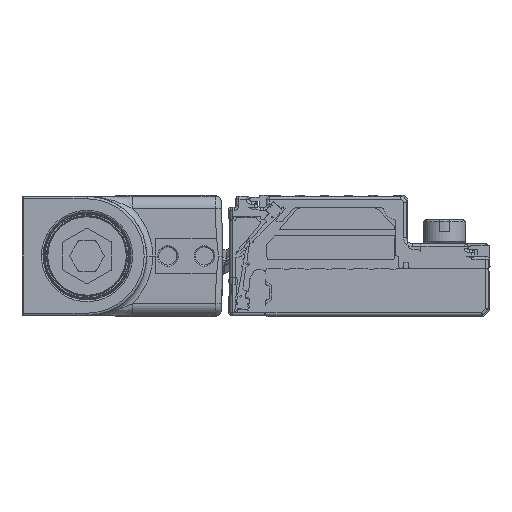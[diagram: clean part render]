
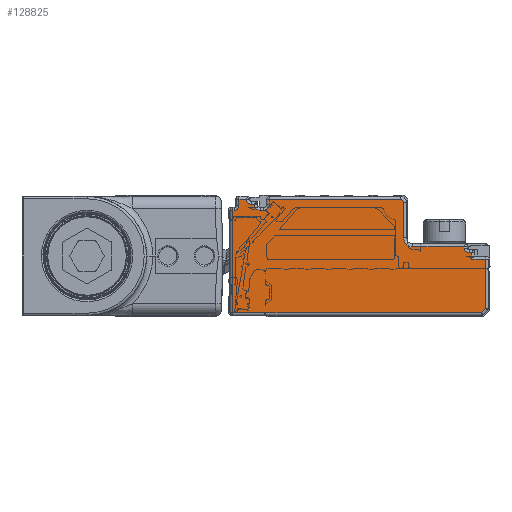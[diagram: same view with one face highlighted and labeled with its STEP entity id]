
A CAD part, left-side view. The second image highlights one B-rep face of the part: STEP entity #128825.
In plain terms, the highlighted planar face has unit normal (-1, 0, 0).
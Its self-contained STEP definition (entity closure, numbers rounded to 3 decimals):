
#126635=AXIS2_PLACEMENT_3D('Circle Axis2P3D',#126633,#126634,$) ;
#126706=AXIS2_PLACEMENT_3D('Circle Axis2P3D',#126704,#126705,$) ;
#126810=AXIS2_PLACEMENT_3D('Circle Axis2P3D',#126808,#126809,$) ;
#128719=AXIS2_PLACEMENT_3D('Plane Axis2P3D',#128716,#128717,#128718) ;
#128730=AXIS2_PLACEMENT_3D('Circle Axis2P3D',#128728,#128729,$) ;
#128751=AXIS2_PLACEMENT_3D('Circle Axis2P3D',#128749,#128750,$) ;
#128765=AXIS2_PLACEMENT_3D('Circle Axis2P3D',#128763,#128764,$) ;
#128784=AXIS2_PLACEMENT_3D('Circle Axis2P3D',#128782,#128783,$) ;
#126263=CARTESIAN_POINT('Vertex',(-428.,42.3,-7.3)) ;
#126286=CARTESIAN_POINT('Vertex',(-428.,1.407,-7.3)) ;
#126289=CARTESIAN_POINT('Line Origine',(-428.,23.168,-7.3)) ;
#126326=CARTESIAN_POINT('Vertex',(-428.,0.7,-6.593)) ;
#126329=CARTESIAN_POINT('Line Origine',(-428.,-1.246,-4.646)) ;
#126575=CARTESIAN_POINT('Line Origine',(-428.,21.5,11.3)) ;
#126579=CARTESIAN_POINT('Vertex',(-428.,40.1,11.3)) ;
#126581=CARTESIAN_POINT('Vertex',(-428.,41.3,11.3)) ;
#126633=CARTESIAN_POINT('Axis2P3D Location',(-428.,39.3,11.3)) ;
#126637=CARTESIAN_POINT('Vertex',(-428.,39.3,10.5)) ;
#126670=CARTESIAN_POINT('Vertex',(-428.,14.2,10.8)) ;
#126673=CARTESIAN_POINT('Line Origine',(-428.,14.2,2.)) ;
#126677=CARTESIAN_POINT('Vertex',(-428.,14.2,5.)) ;
#126704=CARTESIAN_POINT('Axis2P3D Location',(-428.,12.7,5.)) ;
#126708=CARTESIAN_POINT('Vertex',(-428.,12.7,3.5)) ;
#126736=CARTESIAN_POINT('Vertex',(-428.,4.2,3.5)) ;
#126744=CARTESIAN_POINT('Line Origine',(-428.,21.5,3.5)) ;
#126770=CARTESIAN_POINT('Line Origine',(-428.,4.2,2.)) ;
#126774=CARTESIAN_POINT('Vertex',(-428.,4.2,3.3)) ;
#126808=CARTESIAN_POINT('Axis2P3D Location',(-428.,3.4,3.3)) ;
#126812=CARTESIAN_POINT('Vertex',(-428.,3.4,2.5)) ;
#126840=CARTESIAN_POINT('Vertex',(-428.,3.,2.5)) ;
#126848=CARTESIAN_POINT('Line Origine',(-428.,21.5,2.5)) ;
#128673=CARTESIAN_POINT('Line Origine',(-428.,42.3,2.)) ;
#128677=CARTESIAN_POINT('Vertex',(-428.,42.3,9.5)) ;
#128701=CARTESIAN_POINT('Vertex',(-428.,0.7,1.5)) ;
#128704=CARTESIAN_POINT('Line Origine',(-428.,0.7,2.)) ;
#128716=CARTESIAN_POINT('Axis2P3D Location',(-428.,0.2,-7.8)) ;
#128721=CARTESIAN_POINT('Line Origine',(-428.,3.,2.)) ;
#128725=CARTESIAN_POINT('Vertex',(-428.,3.,1.5)) ;
#128728=CARTESIAN_POINT('Axis2P3D Location',(-428.,14.7,10.8)) ;
#128732=CARTESIAN_POINT('Vertex',(-428.,14.7,11.3)) ;
#128735=CARTESIAN_POINT('Line Origine',(-428.,25.5,11.3)) ;
#128739=CARTESIAN_POINT('Vertex',(-428.,36.3,11.3)) ;
#128742=CARTESIAN_POINT('Line Origine',(-428.,36.3,10.9)) ;
#128746=CARTESIAN_POINT('Vertex',(-428.,36.3,10.5)) ;
#128749=CARTESIAN_POINT('Axis2P3D Location',(-428.,37.3,10.5)) ;
#128753=CARTESIAN_POINT('Vertex',(-428.,37.3,9.5)) ;
#128756=CARTESIAN_POINT('Line Origine',(-428.,37.55,9.5)) ;
#128760=CARTESIAN_POINT('Vertex',(-428.,37.8,9.5)) ;
#128763=CARTESIAN_POINT('Axis2P3D Location',(-428.,37.8,10.5)) ;
#128767=CARTESIAN_POINT('Vertex',(-428.,38.8,10.5)) ;
#128770=CARTESIAN_POINT('Line Origine',(-428.,39.05,10.5)) ;
#128775=CARTESIAN_POINT('Line Origine',(-428.,41.3,10.8)) ;
#128779=CARTESIAN_POINT('Vertex',(-428.,41.3,10.3)) ;
#128782=CARTESIAN_POINT('Axis2P3D Location',(-428.,42.1,10.3)) ;
#128786=CARTESIAN_POINT('Vertex',(-428.,42.1,9.5)) ;
#128789=CARTESIAN_POINT('Line Origine',(-428.,42.2,9.5)) ;
#128794=CARTESIAN_POINT('Line Origine',(-428.,1.85,1.5)) ;
#126290=DIRECTION('Vector Direction',(0.,1.,0.)) ;
#126330=DIRECTION('Vector Direction',(0.,0.707,-0.707)) ;
#126576=DIRECTION('Vector Direction',(0.,-1.,0.)) ;
#126634=DIRECTION('Axis2P3D Direction',(1.,0.,0.)) ;
#126674=DIRECTION('Vector Direction',(0.,0.,-1.)) ;
#126705=DIRECTION('Axis2P3D Direction',(1.,0.,0.)) ;
#126745=DIRECTION('Vector Direction',(0.,-1.,0.)) ;
#126771=DIRECTION('Vector Direction',(0.,0.,1.)) ;
#126809=DIRECTION('Axis2P3D Direction',(1.,0.,0.)) ;
#126849=DIRECTION('Vector Direction',(0.,-1.,0.)) ;
#128674=DIRECTION('Vector Direction',(0.,0.,1.)) ;
#128705=DIRECTION('Vector Direction',(0.,0.,-1.)) ;
#128717=DIRECTION('Axis2P3D Direction',(-1.,0.,0.)) ;
#128718=DIRECTION('Axis2P3D XDirection',(0.,0.,1.)) ;
#128722=DIRECTION('Vector Direction',(0.,0.,1.)) ;
#128729=DIRECTION('Axis2P3D Direction',(-1.,0.,0.)) ;
#128736=DIRECTION('Vector Direction',(0.,1.,0.)) ;
#128743=DIRECTION('Vector Direction',(0.,0.,-1.)) ;
#128750=DIRECTION('Axis2P3D Direction',(-1.,0.,0.)) ;
#128757=DIRECTION('Vector Direction',(0.,1.,0.)) ;
#128764=DIRECTION('Axis2P3D Direction',(-1.,0.,0.)) ;
#128771=DIRECTION('Vector Direction',(0.,-1.,0.)) ;
#128776=DIRECTION('Vector Direction',(0.,0.,-1.)) ;
#128783=DIRECTION('Axis2P3D Direction',(-1.,0.,0.)) ;
#128790=DIRECTION('Vector Direction',(0.,1.,0.)) ;
#128795=DIRECTION('Vector Direction',(0.,1.,0.)) ;
#126291=VECTOR('Line Direction',#126290,1.) ;
#126331=VECTOR('Line Direction',#126330,1.) ;
#126577=VECTOR('Line Direction',#126576,1.) ;
#126675=VECTOR('Line Direction',#126674,1.) ;
#126746=VECTOR('Line Direction',#126745,1.) ;
#126772=VECTOR('Line Direction',#126771,1.) ;
#126850=VECTOR('Line Direction',#126849,1.) ;
#128675=VECTOR('Line Direction',#128674,1.) ;
#128706=VECTOR('Line Direction',#128705,1.) ;
#128723=VECTOR('Line Direction',#128722,1.) ;
#128737=VECTOR('Line Direction',#128736,1.) ;
#128744=VECTOR('Line Direction',#128743,1.) ;
#128758=VECTOR('Line Direction',#128757,1.) ;
#128772=VECTOR('Line Direction',#128771,1.) ;
#128777=VECTOR('Line Direction',#128776,1.) ;
#128791=VECTOR('Line Direction',#128790,1.) ;
#128796=VECTOR('Line Direction',#128795,1.) ;
#128800=ORIENTED_EDGE('',*,*,#128727,.T.) ;
#128801=ORIENTED_EDGE('',*,*,#126852,.T.) ;
#128802=ORIENTED_EDGE('',*,*,#126814,.T.) ;
#128803=ORIENTED_EDGE('',*,*,#126776,.T.) ;
#128804=ORIENTED_EDGE('',*,*,#126748,.T.) ;
#128805=ORIENTED_EDGE('',*,*,#126710,.T.) ;
#128806=ORIENTED_EDGE('',*,*,#126679,.T.) ;
#128807=ORIENTED_EDGE('',*,*,#128734,.T.) ;
#128808=ORIENTED_EDGE('',*,*,#128741,.T.) ;
#128809=ORIENTED_EDGE('',*,*,#128748,.T.) ;
#128810=ORIENTED_EDGE('',*,*,#128755,.T.) ;
#128811=ORIENTED_EDGE('',*,*,#128762,.T.) ;
#128812=ORIENTED_EDGE('',*,*,#128769,.T.) ;
#128813=ORIENTED_EDGE('',*,*,#128774,.T.) ;
#128814=ORIENTED_EDGE('',*,*,#126639,.T.) ;
#128815=ORIENTED_EDGE('',*,*,#126583,.T.) ;
#128816=ORIENTED_EDGE('',*,*,#128781,.T.) ;
#128817=ORIENTED_EDGE('',*,*,#128788,.T.) ;
#128818=ORIENTED_EDGE('',*,*,#128793,.T.) ;
#128819=ORIENTED_EDGE('',*,*,#128679,.T.) ;
#128820=ORIENTED_EDGE('',*,*,#126293,.T.) ;
#128821=ORIENTED_EDGE('',*,*,#126333,.T.) ;
#128822=ORIENTED_EDGE('',*,*,#128708,.T.) ;
#128823=ORIENTED_EDGE('',*,*,#128798,.T.) ;
#128825=ADVANCED_FACE('Brep With Voids',(#128824),#128720,.T.) ;
#126636=CIRCLE('generated circle',#126635,0.8) ;
#126707=CIRCLE('generated circle',#126706,1.5) ;
#126811=CIRCLE('generated circle',#126810,0.8) ;
#128731=CIRCLE('generated circle',#128730,0.5) ;
#128752=CIRCLE('generated circle',#128751,1.) ;
#128766=CIRCLE('generated circle',#128765,1.) ;
#128785=CIRCLE('generated circle',#128784,0.8) ;
#126293=EDGE_CURVE('',#126264,#126287,#126292,.F.) ;
#126333=EDGE_CURVE('',#126287,#126327,#126332,.F.) ;
#126583=EDGE_CURVE('',#126580,#126582,#126578,.F.) ;
#126639=EDGE_CURVE('',#126638,#126580,#126636,.T.) ;
#126679=EDGE_CURVE('',#126678,#126671,#126676,.F.) ;
#126710=EDGE_CURVE('',#126709,#126678,#126707,.T.) ;
#126748=EDGE_CURVE('',#126737,#126709,#126747,.F.) ;
#126776=EDGE_CURVE('',#126775,#126737,#126773,.T.) ;
#126814=EDGE_CURVE('',#126813,#126775,#126811,.T.) ;
#126852=EDGE_CURVE('',#126841,#126813,#126851,.F.) ;
#128679=EDGE_CURVE('',#128678,#126264,#128676,.F.) ;
#128708=EDGE_CURVE('',#126327,#128702,#128707,.F.) ;
#128727=EDGE_CURVE('',#128726,#126841,#128724,.T.) ;
#128734=EDGE_CURVE('',#126671,#128733,#128731,.T.) ;
#128741=EDGE_CURVE('',#128733,#128740,#128738,.T.) ;
#128748=EDGE_CURVE('',#128740,#128747,#128745,.T.) ;
#128755=EDGE_CURVE('',#128747,#128754,#128752,.F.) ;
#128762=EDGE_CURVE('',#128754,#128761,#128759,.T.) ;
#128769=EDGE_CURVE('',#128761,#128768,#128766,.F.) ;
#128774=EDGE_CURVE('',#128768,#126638,#128773,.F.) ;
#128781=EDGE_CURVE('',#126582,#128780,#128778,.T.) ;
#128788=EDGE_CURVE('',#128780,#128787,#128785,.F.) ;
#128793=EDGE_CURVE('',#128787,#128678,#128792,.T.) ;
#128798=EDGE_CURVE('',#128702,#128726,#128797,.T.) ;
#128799=EDGE_LOOP('',(#128800,#128801,#128802,#128803,#128804,#128805,#128806,#128807,#128808,#128809,#128810,#128811,#128812,#128813,#128814,#128815,#128816,#128817,#128818,#128819,#128820,#128821,#128822,#128823)) ;
#128824=FACE_OUTER_BOUND('',#128799,.T.) ;
#126292=LINE('Line',#126289,#126291) ;
#126332=LINE('Line',#126329,#126331) ;
#126578=LINE('Line',#126575,#126577) ;
#126676=LINE('Line',#126673,#126675) ;
#126747=LINE('Line',#126744,#126746) ;
#126773=LINE('Line',#126770,#126772) ;
#126851=LINE('Line',#126848,#126850) ;
#128676=LINE('Line',#128673,#128675) ;
#128707=LINE('Line',#128704,#128706) ;
#128724=LINE('Line',#128721,#128723) ;
#128738=LINE('Line',#128735,#128737) ;
#128745=LINE('Line',#128742,#128744) ;
#128759=LINE('Line',#128756,#128758) ;
#128773=LINE('Line',#128770,#128772) ;
#128778=LINE('Line',#128775,#128777) ;
#128792=LINE('Line',#128789,#128791) ;
#128797=LINE('Line',#128794,#128796) ;
#128720=PLANE('',#128719) ;
#126264=VERTEX_POINT('',#126263) ;
#126287=VERTEX_POINT('',#126286) ;
#126327=VERTEX_POINT('',#126326) ;
#126580=VERTEX_POINT('',#126579) ;
#126582=VERTEX_POINT('',#126581) ;
#126638=VERTEX_POINT('',#126637) ;
#126671=VERTEX_POINT('',#126670) ;
#126678=VERTEX_POINT('',#126677) ;
#126709=VERTEX_POINT('',#126708) ;
#126737=VERTEX_POINT('',#126736) ;
#126775=VERTEX_POINT('',#126774) ;
#126813=VERTEX_POINT('',#126812) ;
#126841=VERTEX_POINT('',#126840) ;
#128678=VERTEX_POINT('',#128677) ;
#128702=VERTEX_POINT('',#128701) ;
#128726=VERTEX_POINT('',#128725) ;
#128733=VERTEX_POINT('',#128732) ;
#128740=VERTEX_POINT('',#128739) ;
#128747=VERTEX_POINT('',#128746) ;
#128754=VERTEX_POINT('',#128753) ;
#128761=VERTEX_POINT('',#128760) ;
#128768=VERTEX_POINT('',#128767) ;
#128780=VERTEX_POINT('',#128779) ;
#128787=VERTEX_POINT('',#128786) ;
